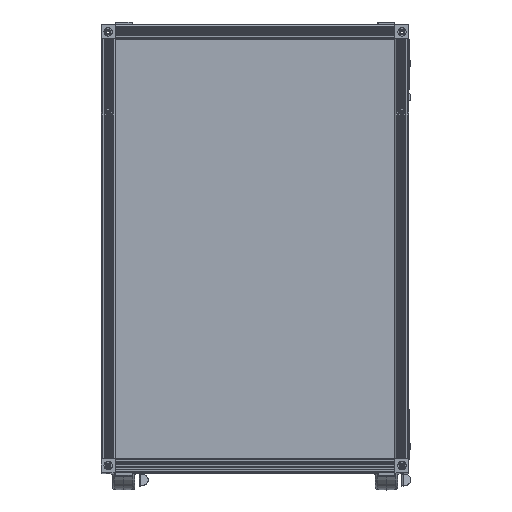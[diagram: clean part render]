
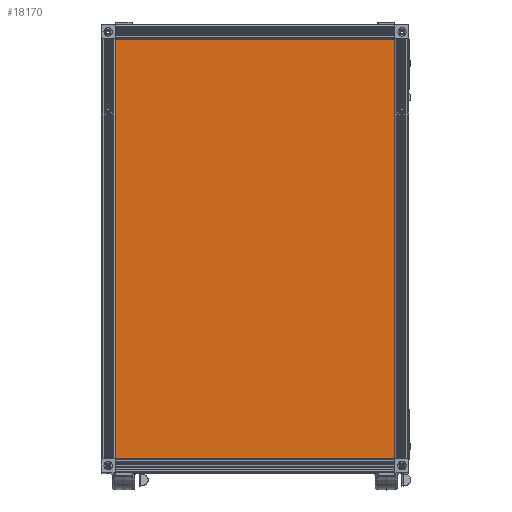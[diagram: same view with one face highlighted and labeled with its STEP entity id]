
A CAD part, top view. The second image highlights one B-rep face of the part: STEP entity #18170.
In plain terms, the highlighted planar face has unit normal (0, 0, 1).
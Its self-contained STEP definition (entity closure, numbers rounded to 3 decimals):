
#946=PLANE('',#20029);
#2024=FACE_OUTER_BOUND('',#3190,.T.);
#3190=EDGE_LOOP('',(#14914,#14915,#14916,#14917));
#4522=LINE('',#32202,#6468);
#4525=LINE('',#32208,#6471);
#4528=LINE('',#32214,#6474);
#4531=LINE('',#32218,#6477);
#6468=VECTOR('',#23566,10.);
#6471=VECTOR('',#23571,10.);
#6474=VECTOR('',#23576,10.);
#6477=VECTOR('',#23581,10.);
#9095=VERTEX_POINT('',#32199);
#9096=VERTEX_POINT('',#32201);
#9098=VERTEX_POINT('',#32207);
#9100=VERTEX_POINT('',#32213);
#11076=EDGE_CURVE('',#9096,#9095,#4522,.T.);
#11079=EDGE_CURVE('',#9098,#9096,#4525,.T.);
#11082=EDGE_CURVE('',#9100,#9098,#4528,.T.);
#11085=EDGE_CURVE('',#9095,#9100,#4531,.T.);
#14914=ORIENTED_EDGE('',*,*,#11085,.T.);
#14915=ORIENTED_EDGE('',*,*,#11082,.T.);
#14916=ORIENTED_EDGE('',*,*,#11079,.T.);
#14917=ORIENTED_EDGE('',*,*,#11076,.T.);
#18170=ADVANCED_FACE('',(#2024),#946,.T.);
#20029=AXIS2_PLACEMENT_3D('',#32219,#23582,#23583);
#23566=DIRECTION('',(-1.,0.,0.));
#23571=DIRECTION('',(0.,1.,0.));
#23576=DIRECTION('',(1.,0.,0.));
#23581=DIRECTION('',(0.,-1.,0.));
#23582=DIRECTION('center_axis',(0.,0.,1.));
#23583=DIRECTION('ref_axis',(1.,0.,0.));
#32199=CARTESIAN_POINT('',(0.,599.,18.));
#32201=CARTESIAN_POINT('',(399.,599.,18.));
#32202=CARTESIAN_POINT('',(399.,599.,18.));
#32207=CARTESIAN_POINT('',(399.,0.,18.));
#32208=CARTESIAN_POINT('',(399.,0.,18.));
#32213=CARTESIAN_POINT('',(0.,0.,18.));
#32214=CARTESIAN_POINT('',(0.,0.,18.));
#32218=CARTESIAN_POINT('',(0.,599.,18.));
#32219=CARTESIAN_POINT('Origin',(199.5,299.5,18.));
